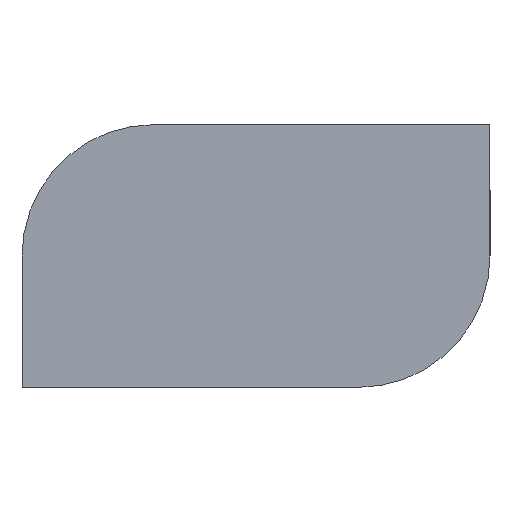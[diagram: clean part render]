
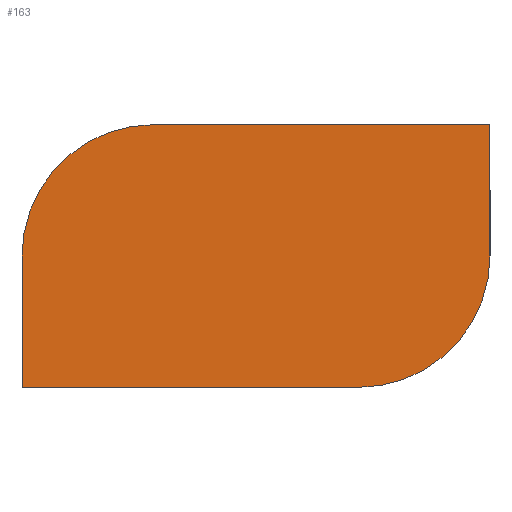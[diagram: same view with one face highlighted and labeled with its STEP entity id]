
A CAD part, front view. The second image highlights one B-rep face of the part: STEP entity #163.
In plain terms, the highlighted planar face has unit normal (0, -1, 0).
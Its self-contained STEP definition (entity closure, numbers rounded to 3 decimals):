
#1 = EDGE_CURVE ( 'NONE', #166, #101, #279, .T. ) ;
#17 = ORIENTED_EDGE ( 'NONE', *, *, #28, .F. ) ;
#18 = AXIS2_PLACEMENT_3D ( 'NONE', #144, #104, #75 ) ;
#28 = EDGE_CURVE ( 'NONE', #344, #166, #321, .T. ) ;
#30 = EDGE_LOOP ( 'NONE', ( #363, #17, #84, #256, #196, #251 ) ) ;
#34 = CARTESIAN_POINT ( 'NONE',  ( -6.95, -2.2, -3.9 ) ) ;
#57 = CARTESIAN_POINT ( 'NONE',  ( 6.95, -2.2, 0. ) ) ;
#66 = PLANE ( 'NONE',  #18 ) ;
#75 = DIRECTION ( 'NONE',  ( 0., 0., 1. ) ) ;
#76 = VERTEX_POINT ( 'NONE', #290 ) ;
#80 = DIRECTION ( 'NONE',  ( 0., 1., 0. ) ) ;
#82 = DIRECTION ( 'NONE',  ( 0., 0., 1. ) ) ;
#84 = ORIENTED_EDGE ( 'NONE', *, *, #161, .F. ) ;
#87 = AXIS2_PLACEMENT_3D ( 'NONE', #266, #80, #82 ) ;
#96 = LINE ( 'NONE', #186, #385 ) ;
#101 = VERTEX_POINT ( 'NONE', #232 ) ;
#104 = DIRECTION ( 'NONE',  ( 0., 1., 0. ) ) ;
#121 = EDGE_CURVE ( 'NONE', #245, #76, #226, .T. ) ;
#144 = CARTESIAN_POINT ( 'NONE',  ( 0., -2.2, 0. ) ) ;
#154 = CIRCLE ( 'NONE', #334, 3.9 ) ;
#161 = EDGE_CURVE ( 'NONE', #76, #344, #192, .T. ) ;
#163 = ADVANCED_FACE ( 'NONE', ( #241 ), #66, .F. ) ;
#166 = VERTEX_POINT ( 'NONE', #327 ) ;
#168 = DIRECTION ( 'NONE',  ( 0., 1., 0. ) ) ;
#186 = CARTESIAN_POINT ( 'NONE',  ( 6.95, -2.2, -3.9 ) ) ;
#192 = LINE ( 'NONE', #261, #350 ) ;
#196 = ORIENTED_EDGE ( 'NONE', *, *, #250, .F. ) ;
#226 = LINE ( 'NONE', #34, #346 ) ;
#232 = CARTESIAN_POINT ( 'NONE',  ( 6.95, -2.2, 3.9 ) ) ;
#241 = FACE_OUTER_BOUND ( 'NONE', #30, .T. ) ;
#242 = DIRECTION ( 'NONE',  ( 0., 0., -1. ) ) ;
#245 = VERTEX_POINT ( 'NONE', #292 ) ;
#250 = EDGE_CURVE ( 'NONE', #310, #245, #154, .T. ) ;
#251 = ORIENTED_EDGE ( 'NONE', *, *, #361, .F. ) ;
#256 = ORIENTED_EDGE ( 'NONE', *, *, #121, .F. ) ;
#261 = CARTESIAN_POINT ( 'NONE',  ( -6.95, -2.2, -3.9 ) ) ;
#266 = CARTESIAN_POINT ( 'NONE',  ( -3.05, -2.2, 0. ) ) ;
#276 = CARTESIAN_POINT ( 'NONE',  ( -6.95, -2.2, 3.9 ) ) ;
#279 = LINE ( 'NONE', #276, #316 ) ;
#289 = CARTESIAN_POINT ( 'NONE',  ( 3.05, -2.2, 0. ) ) ;
#290 = CARTESIAN_POINT ( 'NONE',  ( -6.95, -2.2, -3.9 ) ) ;
#292 = CARTESIAN_POINT ( 'NONE',  ( 3.05, -2.2, -3.9 ) ) ;
#310 = VERTEX_POINT ( 'NONE', #57 ) ;
#316 = VECTOR ( 'NONE', #340, 1000. ) ;
#321 = CIRCLE ( 'NONE', #87, 3.9 ) ;
#327 = CARTESIAN_POINT ( 'NONE',  ( -3.05, -2.2, 3.9 ) ) ;
#334 = AXIS2_PLACEMENT_3D ( 'NONE', #289, #168, #356 ) ;
#340 = DIRECTION ( 'NONE',  ( 1., 0., 0. ) ) ;
#344 = VERTEX_POINT ( 'NONE', #402 ) ;
#346 = VECTOR ( 'NONE', #386, 1000. ) ;
#350 = VECTOR ( 'NONE', #359, 1000. ) ;
#356 = DIRECTION ( 'NONE',  ( 0., 0., 1. ) ) ;
#359 = DIRECTION ( 'NONE',  ( 0., 0., 1. ) ) ;
#361 = EDGE_CURVE ( 'NONE', #101, #310, #96, .T. ) ;
#363 = ORIENTED_EDGE ( 'NONE', *, *, #1, .F. ) ;
#385 = VECTOR ( 'NONE', #242, 1000. ) ;
#386 = DIRECTION ( 'NONE',  ( -1., 0., 0. ) ) ;
#402 = CARTESIAN_POINT ( 'NONE',  ( -6.95, -2.2, 0. ) ) ;
